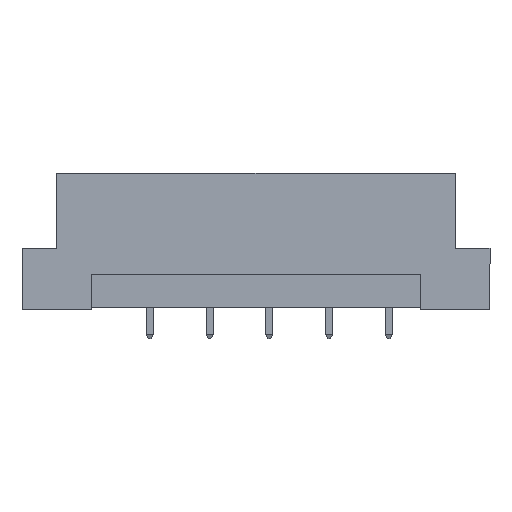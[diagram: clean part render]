
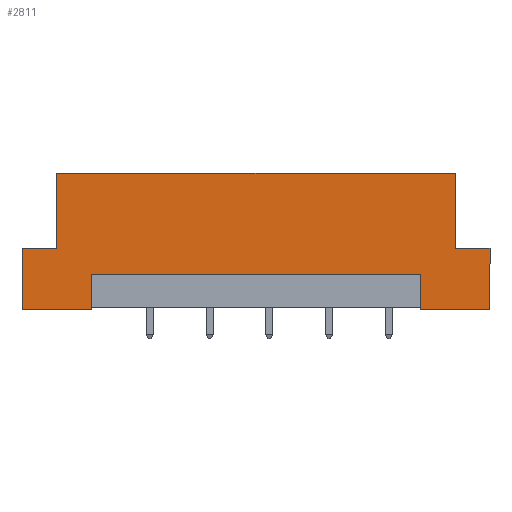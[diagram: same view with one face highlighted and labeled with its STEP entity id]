
A CAD part, front view. The second image highlights one B-rep face of the part: STEP entity #2811.
In plain terms, the highlighted planar face has unit normal (0, -1, 0).
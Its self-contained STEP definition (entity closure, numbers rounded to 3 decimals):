
#36 = ORIENTED_EDGE ( 'NONE', *, *, #3654, .T. ) ;
#138 = VECTOR ( 'NONE', #2459, 1000. ) ;
#278 = DIRECTION ( 'NONE',  ( 0., 0., 1. ) ) ;
#282 = EDGE_CURVE ( 'NONE', #4651, #3585, #4014, .T. ) ;
#303 = ORIENTED_EDGE ( 'NONE', *, *, #2264, .F. ) ;
#311 = DIRECTION ( 'NONE',  ( 0., 0., 1. ) ) ;
#320 = EDGE_CURVE ( 'NONE', #3561, #3585, #1040, .T. ) ;
#400 = CARTESIAN_POINT ( 'NONE',  ( 19.9, -4.3, 5.2 ) ) ;
#437 = VECTOR ( 'NONE', #4612, 1000. ) ;
#534 = VECTOR ( 'NONE', #3576, 1000. ) ;
#632 = VERTEX_POINT ( 'NONE', #3628 ) ;
#635 = DIRECTION ( 'NONE',  ( -1., 0., 0. ) ) ;
#649 = EDGE_CURVE ( 'NONE', #632, #1811, #2432, .T. ) ;
#666 = EDGE_CURVE ( 'NONE', #3906, #3247, #3603, .T. ) ;
#777 = VERTEX_POINT ( 'NONE', #2386 ) ;
#790 = AXIS2_PLACEMENT_3D ( 'NONE', #4478, #2128, #635 ) ;
#797 = EDGE_CURVE ( 'NONE', #969, #3247, #944, .T. ) ;
#875 = VECTOR ( 'NONE', #1431, 1000. ) ;
#879 = CARTESIAN_POINT ( 'NONE',  ( 16.94, -4.3, 11.6 ) ) ;
#917 = CARTESIAN_POINT ( 'NONE',  ( 19.9, -4.3, 0. ) ) ;
#944 = LINE ( 'NONE', #917, #138 ) ;
#957 = DIRECTION ( 'NONE',  ( 0., 0., -1. ) ) ;
#969 = VERTEX_POINT ( 'NONE', #2599 ) ;
#1012 = VECTOR ( 'NONE', #3268, 1000. ) ;
#1025 = LINE ( 'NONE', #3718, #2233 ) ;
#1040 = LINE ( 'NONE', #2987, #2550 ) ;
#1097 = LINE ( 'NONE', #2275, #875 ) ;
#1120 = VECTOR ( 'NONE', #4307, 1000. ) ;
#1238 = EDGE_CURVE ( 'NONE', #1364, #2654, #4617, .T. ) ;
#1364 = VERTEX_POINT ( 'NONE', #2947 ) ;
#1405 = ORIENTED_EDGE ( 'NONE', *, *, #3698, .T. ) ;
#1431 = DIRECTION ( 'NONE',  ( 0., 0., -1. ) ) ;
#1450 = CARTESIAN_POINT ( 'NONE',  ( 14., -4.3, 0.2 ) ) ;
#1762 = CARTESIAN_POINT ( 'NONE',  ( -16.94, -4.3, 5.2 ) ) ;
#1792 = ORIENTED_EDGE ( 'NONE', *, *, #649, .F. ) ;
#1811 = VERTEX_POINT ( 'NONE', #1762 ) ;
#1820 = FACE_OUTER_BOUND ( 'NONE', #2289, .T. ) ;
#1853 = LINE ( 'NONE', #1450, #4477 ) ;
#1861 = EDGE_CURVE ( 'NONE', #1364, #777, #1097, .T. ) ;
#1976 = CARTESIAN_POINT ( 'NONE',  ( -19.9, -4.3, 0. ) ) ;
#1992 = VECTOR ( 'NONE', #4783, 1000. ) ;
#2128 = DIRECTION ( 'NONE',  ( 0., 1., 0. ) ) ;
#2155 = VECTOR ( 'NONE', #4739, 1000. ) ;
#2233 = VECTOR ( 'NONE', #957, 1000. ) ;
#2264 = EDGE_CURVE ( 'NONE', #1811, #4651, #2781, .T. ) ;
#2275 = CARTESIAN_POINT ( 'NONE',  ( -14., -4.3, 0.2 ) ) ;
#2289 = EDGE_LOOP ( 'NONE', ( #4952, #2293, #4752, #4019, #3467, #3278, #4579, #303, #1792, #1405, #36, #3648 ) ) ;
#2293 = ORIENTED_EDGE ( 'NONE', *, *, #2780, .F. ) ;
#2325 = CARTESIAN_POINT ( 'NONE',  ( -16.94, -4.3, 11.6 ) ) ;
#2386 = CARTESIAN_POINT ( 'NONE',  ( -14., -4.3, 0. ) ) ;
#2432 = LINE ( 'NONE', #3967, #534 ) ;
#2440 = CARTESIAN_POINT ( 'NONE',  ( -16.94, -4.3, 5.2 ) ) ;
#2459 = DIRECTION ( 'NONE',  ( 1., 0., 0. ) ) ;
#2484 = CARTESIAN_POINT ( 'NONE',  ( 14., -4.3, 3. ) ) ;
#2550 = VECTOR ( 'NONE', #311, 1000. ) ;
#2599 = CARTESIAN_POINT ( 'NONE',  ( 14., -4.3, 0. ) ) ;
#2654 = VERTEX_POINT ( 'NONE', #2484 ) ;
#2667 = LINE ( 'NONE', #400, #437 ) ;
#2780 = EDGE_CURVE ( 'NONE', #969, #2654, #1853, .T. ) ;
#2781 = LINE ( 'NONE', #2440, #1120 ) ;
#2811 = ADVANCED_FACE ( 'NONE', ( #1820 ), #3681, .F. ) ;
#2947 = CARTESIAN_POINT ( 'NONE',  ( -14., -4.3, 3. ) ) ;
#2979 = CARTESIAN_POINT ( 'NONE',  ( 19.9, -4.3, 0. ) ) ;
#2987 = CARTESIAN_POINT ( 'NONE',  ( 16.94, -4.3, 5.2 ) ) ;
#3230 = CARTESIAN_POINT ( 'NONE',  ( 19.9, -4.3, 11.6 ) ) ;
#3247 = VERTEX_POINT ( 'NONE', #2979 ) ;
#3268 = DIRECTION ( 'NONE',  ( 1., 0., 0. ) ) ;
#3278 = ORIENTED_EDGE ( 'NONE', *, *, #320, .T. ) ;
#3316 = LINE ( 'NONE', #3642, #1012 ) ;
#3415 = EDGE_CURVE ( 'NONE', #3561, #3906, #2667, .T. ) ;
#3467 = ORIENTED_EDGE ( 'NONE', *, *, #3415, .F. ) ;
#3525 = VECTOR ( 'NONE', #4600, 1000. ) ;
#3561 = VERTEX_POINT ( 'NONE', #3939 ) ;
#3570 = CARTESIAN_POINT ( 'NONE',  ( 19.9, -4.3, 11.6 ) ) ;
#3576 = DIRECTION ( 'NONE',  ( 1., 0., 0. ) ) ;
#3585 = VERTEX_POINT ( 'NONE', #879 ) ;
#3603 = LINE ( 'NONE', #3230, #2155 ) ;
#3628 = CARTESIAN_POINT ( 'NONE',  ( -19.9, -4.3, 5.2 ) ) ;
#3634 = CARTESIAN_POINT ( 'NONE',  ( 19.9, -4.3, 5.2 ) ) ;
#3642 = CARTESIAN_POINT ( 'NONE',  ( 19.9, -4.3, 0. ) ) ;
#3648 = ORIENTED_EDGE ( 'NONE', *, *, #1861, .F. ) ;
#3654 = EDGE_CURVE ( 'NONE', #4204, #777, #3316, .T. ) ;
#3681 = PLANE ( 'NONE',  #790 ) ;
#3698 = EDGE_CURVE ( 'NONE', #632, #4204, #1025, .T. ) ;
#3718 = CARTESIAN_POINT ( 'NONE',  ( -19.9, -4.3, 11.6 ) ) ;
#3906 = VERTEX_POINT ( 'NONE', #3634 ) ;
#3939 = CARTESIAN_POINT ( 'NONE',  ( 16.94, -4.3, 5.2 ) ) ;
#3967 = CARTESIAN_POINT ( 'NONE',  ( -19.9, -4.3, 5.2 ) ) ;
#4014 = LINE ( 'NONE', #3570, #1992 ) ;
#4019 = ORIENTED_EDGE ( 'NONE', *, *, #666, .F. ) ;
#4204 = VERTEX_POINT ( 'NONE', #1976 ) ;
#4307 = DIRECTION ( 'NONE',  ( 0., 0., 1. ) ) ;
#4477 = VECTOR ( 'NONE', #278, 1000. ) ;
#4478 = CARTESIAN_POINT ( 'NONE',  ( 19.9, -4.3, 11.6 ) ) ;
#4579 = ORIENTED_EDGE ( 'NONE', *, *, #282, .F. ) ;
#4600 = DIRECTION ( 'NONE',  ( 1., 0., 0. ) ) ;
#4612 = DIRECTION ( 'NONE',  ( 1., 0., 0. ) ) ;
#4617 = LINE ( 'NONE', #4946, #3525 ) ;
#4651 = VERTEX_POINT ( 'NONE', #2325 ) ;
#4739 = DIRECTION ( 'NONE',  ( 0., 0., -1. ) ) ;
#4752 = ORIENTED_EDGE ( 'NONE', *, *, #797, .T. ) ;
#4783 = DIRECTION ( 'NONE',  ( 1., 0., 0. ) ) ;
#4946 = CARTESIAN_POINT ( 'NONE',  ( -14., -4.3, 3. ) ) ;
#4952 = ORIENTED_EDGE ( 'NONE', *, *, #1238, .T. ) ;
